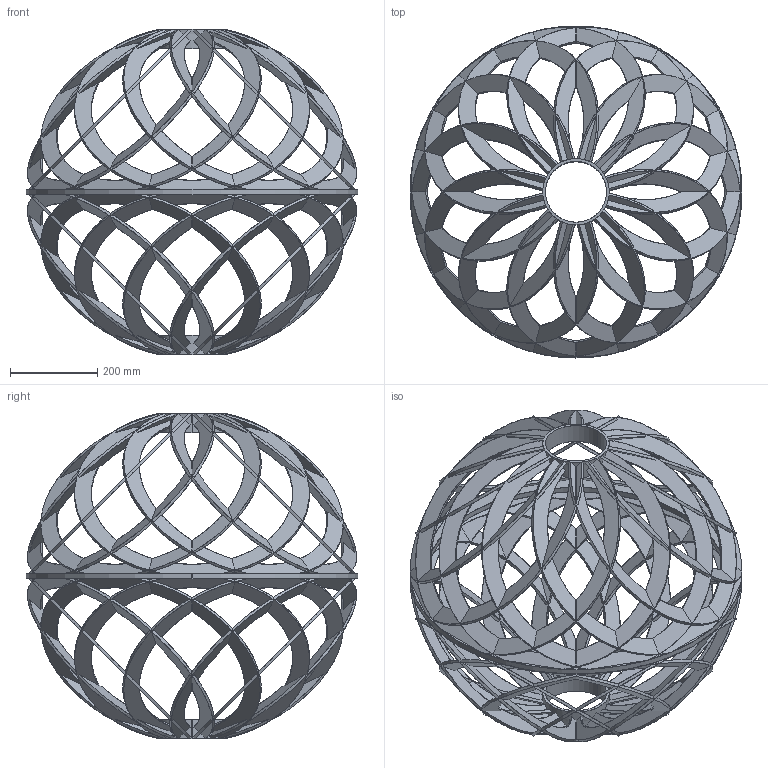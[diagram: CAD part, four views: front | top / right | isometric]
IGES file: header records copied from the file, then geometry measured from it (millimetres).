
Start section: SolidWorks IGES file using analytic representation for surfaces
Global section: file name: framework_sphere.IGS; native system: SolidWorks 2005 by SolidWorks Corporation; preprocessor: SolidWorks 2005 by SolidWorks Corporation; author: Michael; date: 070205.005544; units: inch
Bounding box: 762 x 762 x 746.6 mm (x, y, z)
Surface area: 2976459.5 mm2 (no closed solid volume)
Topology: 0 solids, 0 shells, 1074 faces, 12928 edges, 12928 vertices
Faces by surface type: revolution 540, bspline 534
